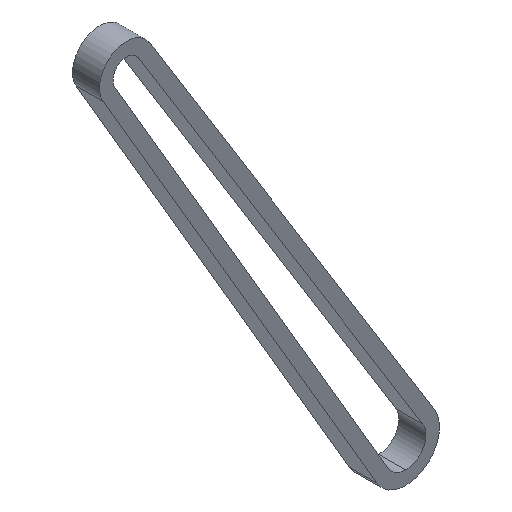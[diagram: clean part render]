
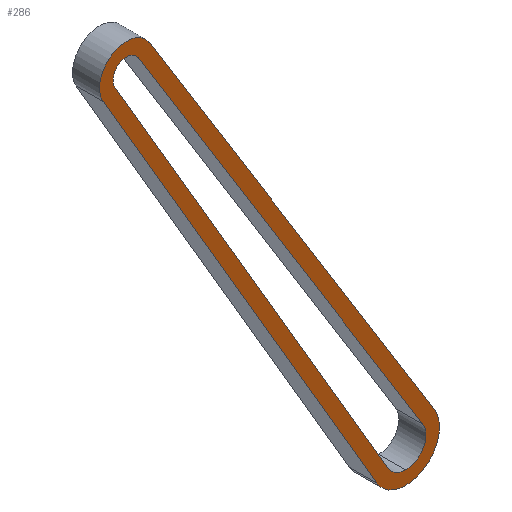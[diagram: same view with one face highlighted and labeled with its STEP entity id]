
A CAD part, isometric view. The second image highlights one B-rep face of the part: STEP entity #286.
In plain terms, the highlighted planar face has unit normal (0, -1, 0).
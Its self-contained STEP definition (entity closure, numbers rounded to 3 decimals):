
#2 = LINE ( 'NONE', #289, #301 ) ;
#6 = VERTEX_POINT ( 'NONE', #226 ) ;
#12 = CARTESIAN_POINT ( 'NONE',  ( 50.345, 0., -84.412 ) ) ;
#20 = CARTESIAN_POINT ( 'NONE',  ( -44.344, 0., 92.178 ) ) ;
#21 = CARTESIAN_POINT ( 'NONE',  ( -57.16, 0., 84.386 ) ) ;
#23 = VECTOR ( 'NONE', #346, 1000. ) ;
#33 = EDGE_CURVE ( 'NONE', #409, #351, #100, .T. ) ;
#59 = AXIS2_PLACEMENT_3D ( 'NONE', #418, #313, #157 ) ;
#62 = CARTESIAN_POINT ( 'NONE',  ( 43.872, 0., -88.201 ) ) ;
#68 = ORIENTED_EDGE ( 'NONE', *, *, #98, .T. ) ;
#70 = AXIS2_PLACEMENT_3D ( 'NONE', #311, #449, #277 ) ;
#71 = ORIENTED_EDGE ( 'NONE', *, *, #321, .T. ) ;
#80 = EDGE_CURVE ( 'NONE', #141, #421, #195, .T. ) ;
#82 = DIRECTION ( 'NONE',  ( 0., 0., 1. ) ) ;
#85 = VERTEX_POINT ( 'NONE', #265 ) ;
#86 = VERTEX_POINT ( 'NONE', #21 ) ;
#90 = DIRECTION ( 'NONE',  ( 0., 0., 1. ) ) ;
#95 = CIRCLE ( 'NONE', #70, 5. ) ;
#96 = CARTESIAN_POINT ( 'NONE',  ( -57.16, 0., 84.386 ) ) ;
#98 = EDGE_CURVE ( 'NONE', #405, #86, #161, .T. ) ;
#100 = CIRCLE ( 'NONE', #237, 12.5 ) ;
#102 = EDGE_CURVE ( 'NONE', #351, #141, #230, .T. ) ;
#103 = DIRECTION ( 'NONE',  ( 0., 1., 0. ) ) ;
#115 = VERTEX_POINT ( 'NONE', #20 ) ;
#125 = DIRECTION ( 'NONE',  ( -0.505, 0., 0.863 ) ) ;
#126 = CARTESIAN_POINT ( 'NONE',  ( 60.971, 0., -77.829 ) ) ;
#136 = AXIS2_PLACEMENT_3D ( 'NONE', #238, #103, #90 ) ;
#141 = VERTEX_POINT ( 'NONE', #404 ) ;
#145 = EDGE_LOOP ( 'NONE', ( #350, #385, #212, #249, #362 ) ) ;
#154 = PLANE ( 'NONE',  #59 ) ;
#157 = DIRECTION ( 'NONE',  ( 0., 0., 1. ) ) ;
#161 = LINE ( 'NONE', #96, #208 ) ;
#170 = AXIS2_PLACEMENT_3D ( 'NONE', #255, #397, #82 ) ;
#174 = FACE_OUTER_BOUND ( 'NONE', #145, .T. ) ;
#180 = ORIENTED_EDGE ( 'NONE', *, *, #376, .T. ) ;
#186 = DIRECTION ( 'NONE',  ( -0.505, 0., 0.863 ) ) ;
#190 = DIRECTION ( 'NONE',  ( 0., 1., 0. ) ) ;
#192 = CARTESIAN_POINT ( 'NONE',  ( -61.475, 0., 81.86 ) ) ;
#195 = LINE ( 'NONE', #298, #379 ) ;
#203 = AXIS2_PLACEMENT_3D ( 'NONE', #328, #190, #297 ) ;
#208 = VECTOR ( 'NONE', #186, 1000. ) ;
#209 = VERTEX_POINT ( 'NONE', #268 ) ;
#212 = ORIENTED_EDGE ( 'NONE', *, *, #102, .F. ) ;
#217 = ORIENTED_EDGE ( 'NONE', *, *, #263, .T. ) ;
#225 = DIRECTION ( 'NONE',  ( 0.527, 0., -0.85 ) ) ;
#226 = CARTESIAN_POINT ( 'NONE',  ( 56.721, 0., -80.462 ) ) ;
#230 = CIRCLE ( 'NONE', #431, 12.5 ) ;
#237 = AXIS2_PLACEMENT_3D ( 'NONE', #262, #293, #434 ) ;
#238 = CARTESIAN_POINT ( 'NONE',  ( -52.845, 0., 86.912 ) ) ;
#241 = EDGE_CURVE ( 'NONE', #115, #409, #245, .T. ) ;
#245 = LINE ( 'NONE', #279, #23 ) ;
#249 = ORIENTED_EDGE ( 'NONE', *, *, #33, .F. ) ;
#255 = CARTESIAN_POINT ( 'NONE',  ( 50.345, 0., -84.412 ) ) ;
#262 = CARTESIAN_POINT ( 'NONE',  ( 50.345, 0., -84.412 ) ) ;
#263 = EDGE_CURVE ( 'NONE', #209, #6, #2, .T. ) ;
#265 = CARTESIAN_POINT ( 'NONE',  ( 50.345, 0., -91.912 ) ) ;
#268 = CARTESIAN_POINT ( 'NONE',  ( -48.594, 0., 89.545 ) ) ;
#277 = DIRECTION ( 'NONE',  ( 0., 0., 1. ) ) ;
#279 = CARTESIAN_POINT ( 'NONE',  ( -44.344, 0., 92.178 ) ) ;
#286 = ADVANCED_FACE ( 'NONE', ( #174, #428 ), #154, .F. ) ;
#288 = EDGE_LOOP ( 'NONE', ( #180, #217, #390, #71, #68 ) ) ;
#289 = CARTESIAN_POINT ( 'NONE',  ( -48.594, 0., 89.545 ) ) ;
#293 = DIRECTION ( 'NONE',  ( 0., 1., 0. ) ) ;
#297 = DIRECTION ( 'NONE',  ( 0., 0., 1. ) ) ;
#298 = CARTESIAN_POINT ( 'NONE',  ( -61.475, 0., 81.86 ) ) ;
#301 = VECTOR ( 'NONE', #225, 1000. ) ;
#308 = CIRCLE ( 'NONE', #203, 7.5 ) ;
#311 = CARTESIAN_POINT ( 'NONE',  ( -52.845, 0., 86.912 ) ) ;
#313 = DIRECTION ( 'NONE',  ( 0., 1., 0. ) ) ;
#321 = EDGE_CURVE ( 'NONE', #85, #405, #337, .T. ) ;
#328 = CARTESIAN_POINT ( 'NONE',  ( 50.345, 0., -84.412 ) ) ;
#337 = CIRCLE ( 'NONE', #170, 7.5 ) ;
#340 = CIRCLE ( 'NONE', #136, 10. ) ;
#346 = DIRECTION ( 'NONE',  ( 0.527, 0., -0.85 ) ) ;
#350 = ORIENTED_EDGE ( 'NONE', *, *, #439, .F. ) ;
#351 = VERTEX_POINT ( 'NONE', #402 ) ;
#354 = EDGE_CURVE ( 'NONE', #6, #85, #308, .T. ) ;
#362 = ORIENTED_EDGE ( 'NONE', *, *, #241, .F. ) ;
#376 = EDGE_CURVE ( 'NONE', #86, #209, #95, .T. ) ;
#379 = VECTOR ( 'NONE', #125, 1000. ) ;
#385 = ORIENTED_EDGE ( 'NONE', *, *, #80, .F. ) ;
#390 = ORIENTED_EDGE ( 'NONE', *, *, #354, .T. ) ;
#397 = DIRECTION ( 'NONE',  ( 0., 1., 0. ) ) ;
#400 = DIRECTION ( 'NONE',  ( 0., 1., 0. ) ) ;
#402 = CARTESIAN_POINT ( 'NONE',  ( 50.345, 0., -96.912 ) ) ;
#404 = CARTESIAN_POINT ( 'NONE',  ( 39.557, 0., -90.727 ) ) ;
#405 = VERTEX_POINT ( 'NONE', #62 ) ;
#409 = VERTEX_POINT ( 'NONE', #126 ) ;
#412 = DIRECTION ( 'NONE',  ( 0., 0., 1. ) ) ;
#418 = CARTESIAN_POINT ( 'NONE',  ( -52.845, 0., 86.912 ) ) ;
#421 = VERTEX_POINT ( 'NONE', #192 ) ;
#428 = FACE_BOUND ( 'NONE', #288, .T. ) ;
#431 = AXIS2_PLACEMENT_3D ( 'NONE', #12, #400, #412 ) ;
#434 = DIRECTION ( 'NONE',  ( 0., 0., 1. ) ) ;
#439 = EDGE_CURVE ( 'NONE', #421, #115, #340, .T. ) ;
#449 = DIRECTION ( 'NONE',  ( 0., 1., 0. ) ) ;
